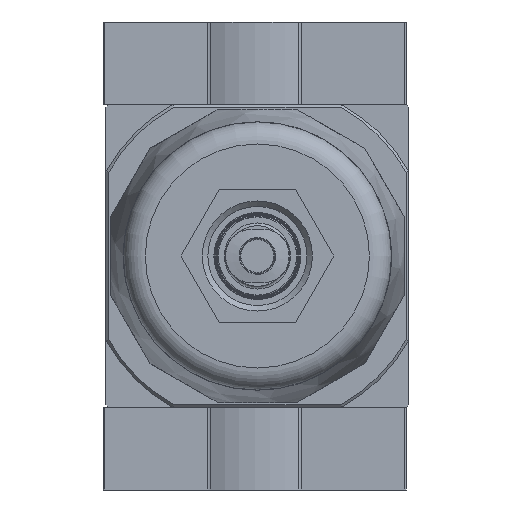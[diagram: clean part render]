
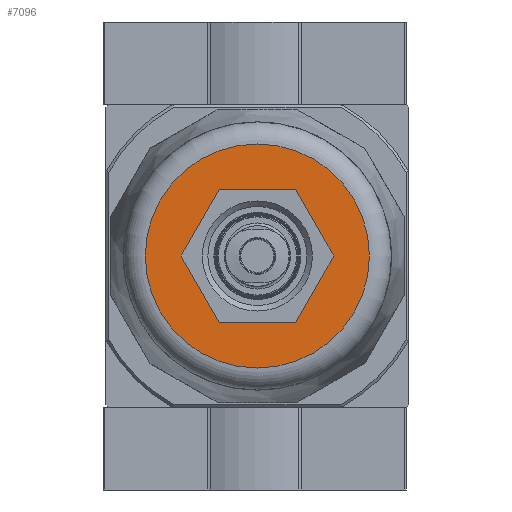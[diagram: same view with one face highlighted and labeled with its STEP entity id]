
A CAD part, front view. The second image highlights one B-rep face of the part: STEP entity #7096.
In plain terms, the highlighted planar face has unit normal (0, -1, 0).
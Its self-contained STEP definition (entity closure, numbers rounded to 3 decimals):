
#252=LINE('',#10408,#638);
#253=LINE('',#10411,#639);
#254=LINE('',#10413,#640);
#255=LINE('',#10415,#641);
#256=LINE('',#10417,#642);
#257=LINE('',#10419,#643);
#638=VECTOR('',#8283,1000.);
#639=VECTOR('',#8284,1000.);
#640=VECTOR('',#8285,1000.);
#641=VECTOR('',#8286,1000.);
#642=VECTOR('',#8287,1000.);
#643=VECTOR('',#8288,1000.);
#998=PLANE('',#7512);
#1450=ORIENTED_EDGE('',*,*,#2983,.T.);
#1451=ORIENTED_EDGE('',*,*,#2984,.T.);
#1452=ORIENTED_EDGE('',*,*,#2985,.T.);
#1453=ORIENTED_EDGE('',*,*,#2986,.T.);
#1454=ORIENTED_EDGE('',*,*,#2987,.T.);
#1455=ORIENTED_EDGE('',*,*,#2988,.T.);
#1456=ORIENTED_EDGE('',*,*,#2989,.T.);
#2983=EDGE_CURVE('',#3750,#3750,#4242,.T.);
#2984=EDGE_CURVE('',#3751,#3752,#252,.T.);
#2985=EDGE_CURVE('',#3752,#3753,#253,.T.);
#2986=EDGE_CURVE('',#3753,#3754,#254,.T.);
#2987=EDGE_CURVE('',#3754,#3755,#255,.T.);
#2988=EDGE_CURVE('',#3755,#3756,#256,.T.);
#2989=EDGE_CURVE('',#3756,#3751,#257,.T.);
#3750=VERTEX_POINT('',#10406);
#3751=VERTEX_POINT('',#10409);
#3752=VERTEX_POINT('',#10410);
#3753=VERTEX_POINT('',#10412);
#3754=VERTEX_POINT('',#10414);
#3755=VERTEX_POINT('',#10416);
#3756=VERTEX_POINT('',#10418);
#4242=CIRCLE('',#7511,20.35);
#4561=EDGE_LOOP('',(#1450));
#4562=EDGE_LOOP('',(#1451,#1452,#1453,#1454,#1455,#1456));
#5073=FACE_BOUND('',#4561,.T.);
#5074=FACE_BOUND('',#4562,.T.);
#7096=ADVANCED_FACE('',(#5073,#5074),#998,.F.);
#7511=AXIS2_PLACEMENT_3D('',#10405,#8279,#8280);
#7512=AXIS2_PLACEMENT_3D('',#10407,#8281,#8282);
#8279=DIRECTION('',(0.,-1.,0.));
#8280=DIRECTION('',(0.,0.,-1.));
#8281=DIRECTION('',(0.,1.,0.));
#8282=DIRECTION('',(0.,0.,1.));
#8283=DIRECTION('',(0.,0.,1.));
#8284=DIRECTION('',(0.866,0.,0.5));
#8285=DIRECTION('',(0.866,0.,-0.5));
#8286=DIRECTION('',(0.,0.,-1.));
#8287=DIRECTION('',(-0.866,0.,-0.5));
#8288=DIRECTION('',(-0.866,0.,0.5));
#10405=CARTESIAN_POINT('',(0.,-145.7,0.));
#10406=CARTESIAN_POINT('',(0.,-145.7,-20.35));
#10407=CARTESIAN_POINT('',(20.35,-145.7,0.));
#10408=CARTESIAN_POINT('',(-12.,-145.7,-6.928));
#10409=CARTESIAN_POINT('',(-12.,-145.7,-6.928));
#10410=CARTESIAN_POINT('',(-12.,-145.7,6.928));
#10411=CARTESIAN_POINT('',(-12.,-145.7,6.928));
#10412=CARTESIAN_POINT('',(0.,-145.7,13.856));
#10413=CARTESIAN_POINT('',(0.,-145.7,13.856));
#10414=CARTESIAN_POINT('',(12.,-145.7,6.928));
#10415=CARTESIAN_POINT('',(12.,-145.7,6.928));
#10416=CARTESIAN_POINT('',(12.,-145.7,-6.928));
#10417=CARTESIAN_POINT('',(12.,-145.7,-6.928));
#10418=CARTESIAN_POINT('',(0.,-145.7,-13.856));
#10419=CARTESIAN_POINT('',(0.,-145.7,-13.856));
